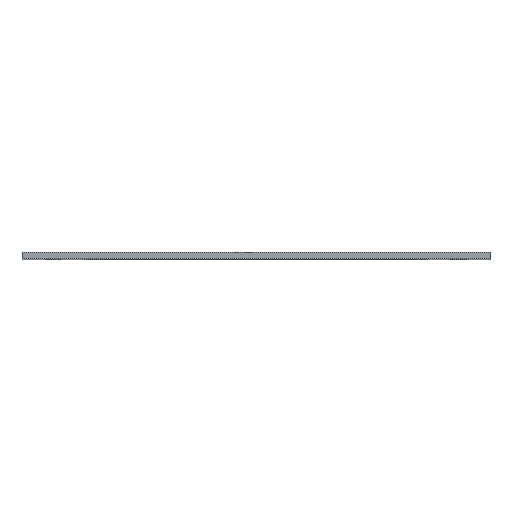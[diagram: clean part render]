
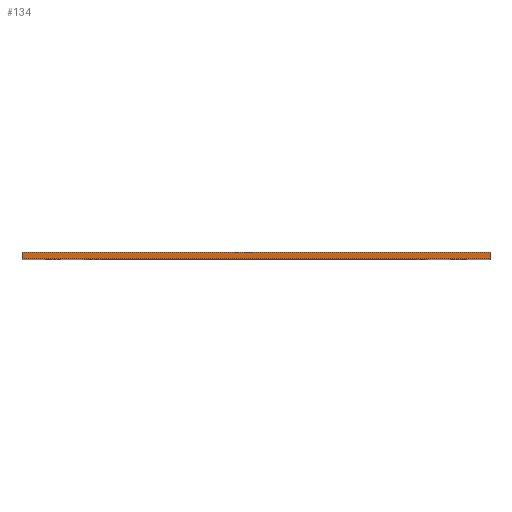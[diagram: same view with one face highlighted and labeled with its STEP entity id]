
A CAD part, top view. The second image highlights one B-rep face of the part: STEP entity #134.
In plain terms, the highlighted planar face has unit normal (0, 0, 1).
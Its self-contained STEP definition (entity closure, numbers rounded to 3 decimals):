
#134=ADVANCED_FACE('',(#738),#740,.T.);
#738=FACE_BOUND('',#739,.T.);
#739=EDGE_LOOP('',(#1257,#1258,#1259,#1260));
#740=PLANE('',#741);
#741=AXIS2_PLACEMENT_3D('',#742,#743,#744);
#742=CARTESIAN_POINT('',(-75.,0.,75.));
#743=DIRECTION('',(0.,0.,1.));
#744=DIRECTION('',(1.,0.,0.));
#1257=ORIENTED_EDGE('',*,*,#1464,.T.);
#1258=ORIENTED_EDGE('',*,*,#1584,.T.);
#1259=ORIENTED_EDGE('',*,*,#1521,.F.);
#1260=ORIENTED_EDGE('',*,*,#1581,.F.);
#1464=EDGE_CURVE('',#1634,#1638,#1640,.T.);
#1521=EDGE_CURVE('',#1753,#1754,#1755,.T.);
#1581=EDGE_CURVE('',#1634,#1753,#1873,.T.);
#1584=EDGE_CURVE('',#1638,#1754,#1876,.T.);
#1634=VERTEX_POINT('',#1926);
#1638=VERTEX_POINT('',#1934);
#1640=LINE('',#1938,#1939);
#1753=VERTEX_POINT('',#2197);
#1754=VERTEX_POINT('',#2198);
#1755=LINE('',#2199,#2200);
#1873=LINE('',#2469,#2470);
#1876=LINE('',#2478,#2479);
#1926=CARTESIAN_POINT('',(-75.,0.,75.));
#1934=CARTESIAN_POINT('',(75.,0.,75.));
#1938=CARTESIAN_POINT('',(-75.,0.,75.));
#1939=VECTOR('',#1940,1.);
#1940=DIRECTION('',(1.,0.,0.));
#2197=CARTESIAN_POINT('',(-75.,2.,75.));
#2198=CARTESIAN_POINT('',(75.,2.,75.));
#2199=CARTESIAN_POINT('',(-75.,2.,75.));
#2200=VECTOR('',#2201,1.);
#2201=DIRECTION('',(1.,0.,0.));
#2469=CARTESIAN_POINT('',(-75.,0.,75.));
#2470=VECTOR('',#2471,1.);
#2471=DIRECTION('',(0.,1.,0.));
#2478=CARTESIAN_POINT('',(75.,0.,75.));
#2479=VECTOR('',#2480,1.);
#2480=DIRECTION('',(0.,1.,0.));
